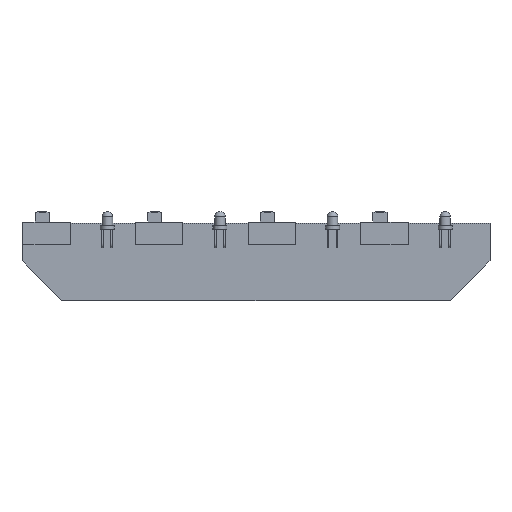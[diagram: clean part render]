
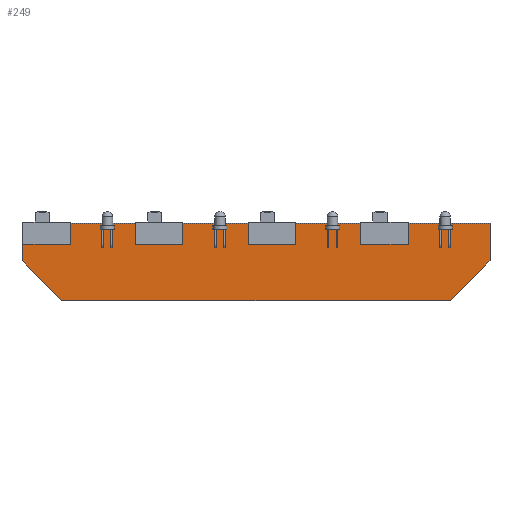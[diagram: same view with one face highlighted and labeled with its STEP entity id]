
A CAD part, top view. The second image highlights one B-rep face of the part: STEP entity #249.
In plain terms, the highlighted planar face has unit normal (0, 0, 1).
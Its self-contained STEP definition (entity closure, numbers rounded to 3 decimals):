
#56 = VERTEX_POINT('',#57);
#57 = CARTESIAN_POINT('',(66.25,97.5,0.411));
#63 = EDGE_CURVE('',#56,#64,#66,.T.);
#64 = VERTEX_POINT('',#65);
#65 = CARTESIAN_POINT('',(55.,108.75,0.411));
#66 = LINE('',#67,#68);
#67 = CARTESIAN_POINT('',(66.25,97.5,0.411));
#68 = VECTOR('',#69,1.);
#69 = DIRECTION('',(-0.707,0.707,0.));
#94 = EDGE_CURVE('',#64,#95,#97,.T.);
#95 = VERTEX_POINT('',#96);
#96 = CARTESIAN_POINT('',(55.,119.5,0.411));
#97 = LINE('',#98,#99);
#98 = CARTESIAN_POINT('',(55.,108.75,0.411));
#99 = VECTOR('',#100,1.);
#100 = DIRECTION('',(0.,1.,0.));
#125 = EDGE_CURVE('',#95,#126,#128,.T.);
#126 = VERTEX_POINT('',#127);
#127 = CARTESIAN_POINT('',(188.,119.5,0.411));
#128 = LINE('',#129,#130);
#129 = CARTESIAN_POINT('',(55.,119.5,0.411));
#130 = VECTOR('',#131,1.);
#131 = DIRECTION('',(1.,0.,0.));
#156 = EDGE_CURVE('',#126,#157,#159,.T.);
#157 = VERTEX_POINT('',#158);
#158 = CARTESIAN_POINT('',(188.,108.75,0.411));
#159 = LINE('',#160,#161);
#160 = CARTESIAN_POINT('',(188.,119.5,0.411));
#161 = VECTOR('',#162,1.);
#162 = DIRECTION('',(0.,-1.,0.));
#187 = EDGE_CURVE('',#157,#188,#190,.T.);
#188 = VERTEX_POINT('',#189);
#189 = CARTESIAN_POINT('',(176.75,97.5,0.411));
#190 = LINE('',#191,#192);
#191 = CARTESIAN_POINT('',(188.,108.75,0.411));
#192 = VECTOR('',#193,1.);
#193 = DIRECTION('',(-0.707,-0.707,0.));
#218 = EDGE_CURVE('',#188,#56,#219,.T.);
#219 = LINE('',#220,#221);
#220 = CARTESIAN_POINT('',(176.75,97.5,0.411));
#221 = VECTOR('',#222,1.);
#222 = DIRECTION('',(-1.,0.,0.));
#249 = ADVANCED_FACE('',(#250),#258,.F.);
#250 = FACE_BOUND('',#251,.F.);
#251 = EDGE_LOOP('',(#252,#253,#254,#255,#256,#257));
#252 = ORIENTED_EDGE('',*,*,#63,.T.);
#253 = ORIENTED_EDGE('',*,*,#94,.T.);
#254 = ORIENTED_EDGE('',*,*,#125,.T.);
#255 = ORIENTED_EDGE('',*,*,#156,.T.);
#256 = ORIENTED_EDGE('',*,*,#187,.T.);
#257 = ORIENTED_EDGE('',*,*,#218,.T.);
#258 = PLANE('',#259);
#259 = AXIS2_PLACEMENT_3D('',#260,#261,#262);
#260 = CARTESIAN_POINT('',(121.5,109.165,0.411));
#261 = DIRECTION('',(-0.,-0.,-1.));
#262 = DIRECTION('',(-1.,0.,0.));
